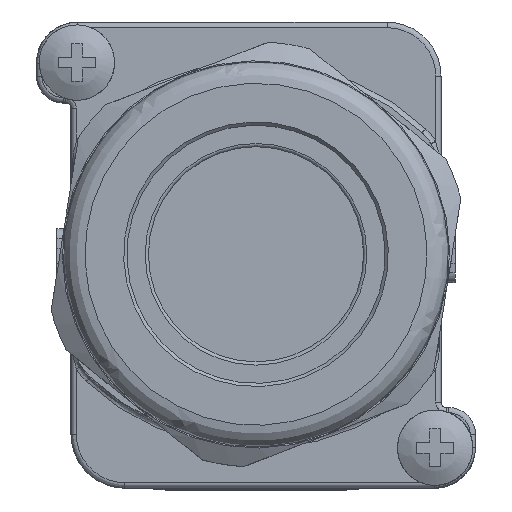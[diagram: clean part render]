
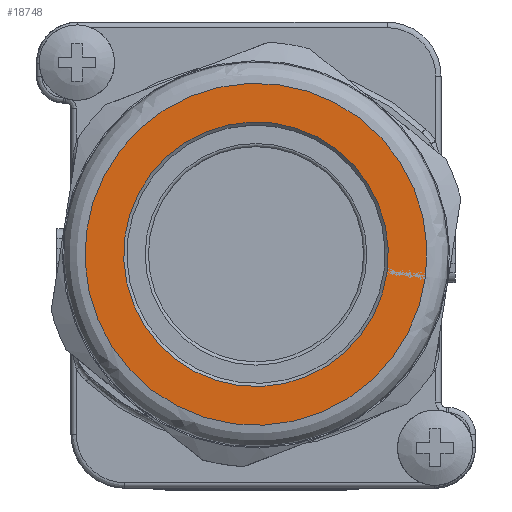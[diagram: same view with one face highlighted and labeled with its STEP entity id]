
A CAD part, top view. The second image highlights one B-rep face of the part: STEP entity #18748.
In plain terms, the highlighted face is planar.
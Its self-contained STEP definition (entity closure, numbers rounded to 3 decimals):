
#15288=FACE_BOUND('',#23865,.T.);
#15289=FACE_BOUND('',#23866,.T.);
#16747=CIRCLE('',#52348,15.9);
#16748=CIRCLE('',#52349,12.3);
#18748=ADVANCED_FACE('',(#15288,#15289),#19969,.T.);
#19969=PLANE('',#52350);
#23865=EDGE_LOOP('',(#32917));
#23866=EDGE_LOOP('',(#32918));
#32917=ORIENTED_EDGE('',*,*,#43106,.T.);
#32918=ORIENTED_EDGE('',*,*,#43105,.T.);
#38018=VERTEX_POINT('',#80865);
#38019=VERTEX_POINT('',#80902);
#43105=EDGE_CURVE('',#38018,#38018,#16747,.T.);
#43106=EDGE_CURVE('',#38019,#38019,#16748,.T.);
#52348=AXIS2_PLACEMENT_3D('',#80864,#60786,#60787);
#52349=AXIS2_PLACEMENT_3D('',#80901,#60788,#60789);
#52350=AXIS2_PLACEMENT_3D('',#80903,#60790,#60791);
#60786=DIRECTION('',(0.,1.,0.));
#60787=DIRECTION('',(1.,0.,0.));
#60788=DIRECTION('',(0.,-1.,0.));
#60789=DIRECTION('',(1.,0.,0.));
#60790=DIRECTION('',(0.,1.,0.));
#60791=DIRECTION('',(0.,0.,1.));
#80864=CARTESIAN_POINT('',(-15.518,-26.849,0.));
#80865=CARTESIAN_POINT('',(0.382,-26.849,0.));
#80901=CARTESIAN_POINT('',(-15.518,-26.849,0.));
#80902=CARTESIAN_POINT('',(-3.218,-26.849,0.));
#80903=CARTESIAN_POINT('',(-35.208,-26.849,-19.69));
